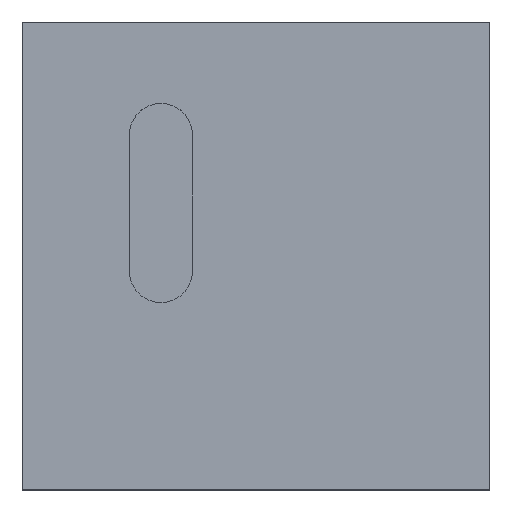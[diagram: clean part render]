
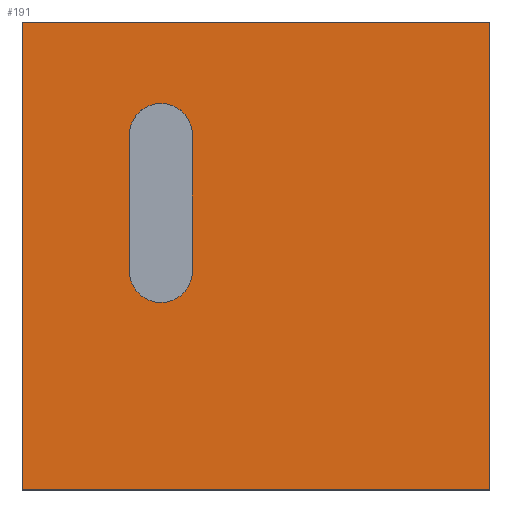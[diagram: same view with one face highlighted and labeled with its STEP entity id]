
A CAD part, top view. The second image highlights one B-rep face of the part: STEP entity #191.
In plain terms, the highlighted planar face has unit normal (0, 0, 1).
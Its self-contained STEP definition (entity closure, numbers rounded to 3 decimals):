
#15=FACE_BOUND('',#43,.T.);
#16=CIRCLE('',#209,3.371);
#18=CIRCLE('',#213,3.371);
#31=FACE_OUTER_BOUND('',#42,.T.);
#42=EDGE_LOOP('',(#161,#162,#163,#164));
#43=EDGE_LOOP('',(#165,#166,#167,#168));
#45=LINE('',#278,#65);
#50=LINE('',#292,#70);
#55=LINE('',#307,#75);
#58=LINE('',#313,#78);
#61=LINE('',#319,#81);
#64=LINE('',#323,#84);
#65=VECTOR('',#226,10.);
#70=VECTOR('',#239,10.);
#75=VECTOR('',#254,10.);
#78=VECTOR('',#259,10.);
#81=VECTOR('',#264,10.);
#84=VECTOR('',#269,10.);
#85=VERTEX_POINT('',#276);
#86=VERTEX_POINT('',#277);
#89=VERTEX_POINT('',#285);
#91=VERTEX_POINT('',#291);
#95=VERTEX_POINT('',#304);
#96=VERTEX_POINT('',#306);
#98=VERTEX_POINT('',#312);
#100=VERTEX_POINT('',#318);
#101=EDGE_CURVE('',#85,#86,#45,.T.);
#105=EDGE_CURVE('',#89,#85,#16,.T.);
#108=EDGE_CURVE('',#91,#89,#50,.T.);
#111=EDGE_CURVE('',#86,#91,#18,.T.);
#115=EDGE_CURVE('',#96,#95,#55,.T.);
#118=EDGE_CURVE('',#98,#96,#58,.T.);
#121=EDGE_CURVE('',#100,#98,#61,.T.);
#124=EDGE_CURVE('',#95,#100,#64,.T.);
#161=ORIENTED_EDGE('',*,*,#124,.T.);
#162=ORIENTED_EDGE('',*,*,#121,.T.);
#163=ORIENTED_EDGE('',*,*,#118,.T.);
#164=ORIENTED_EDGE('',*,*,#115,.T.);
#165=ORIENTED_EDGE('',*,*,#101,.T.);
#166=ORIENTED_EDGE('',*,*,#111,.T.);
#167=ORIENTED_EDGE('',*,*,#108,.T.);
#168=ORIENTED_EDGE('',*,*,#105,.T.);
#180=PLANE('',#220);
#191=ADVANCED_FACE('',(#31,#15),#180,.T.);
#209=AXIS2_PLACEMENT_3D('',#286,#232,#233);
#213=AXIS2_PLACEMENT_3D('',#297,#244,#245);
#220=AXIS2_PLACEMENT_3D('',#324,#270,#271);
#226=DIRECTION('',(0.,1.,0.));
#232=DIRECTION('center_axis',(0.,0.,-1.));
#233=DIRECTION('ref_axis',(-1.,0.,0.));
#239=DIRECTION('',(0.,-1.,0.));
#244=DIRECTION('center_axis',(0.,0.,-1.));
#245=DIRECTION('ref_axis',(1.,0.,0.));
#254=DIRECTION('',(-1.,0.,0.));
#259=DIRECTION('',(0.,1.,0.));
#264=DIRECTION('',(1.,0.,0.));
#269=DIRECTION('',(0.,-1.,0.));
#270=DIRECTION('center_axis',(0.,0.,1.));
#271=DIRECTION('ref_axis',(1.,0.,0.));
#276=CARTESIAN_POINT('',(11.462,23.371,20.));
#277=CARTESIAN_POINT('',(11.462,37.925,20.));
#278=CARTESIAN_POINT('',(11.462,24.186,20.));
#285=CARTESIAN_POINT('',(18.204,23.371,20.));
#286=CARTESIAN_POINT('Origin',(14.833,23.371,20.));
#291=CARTESIAN_POINT('',(18.204,37.925,20.));
#292=CARTESIAN_POINT('',(18.204,31.463,20.));
#297=CARTESIAN_POINT('Origin',(14.833,37.925,20.));
#304=CARTESIAN_POINT('',(0.,50.,20.));
#306=CARTESIAN_POINT('',(50.,50.,20.));
#307=CARTESIAN_POINT('',(50.,50.,20.));
#312=CARTESIAN_POINT('',(50.,0.,20.));
#313=CARTESIAN_POINT('',(50.,0.,20.));
#318=CARTESIAN_POINT('',(0.,0.,20.));
#319=CARTESIAN_POINT('',(0.,0.,20.));
#323=CARTESIAN_POINT('',(0.,50.,20.));
#324=CARTESIAN_POINT('Origin',(25.,25.,20.));
